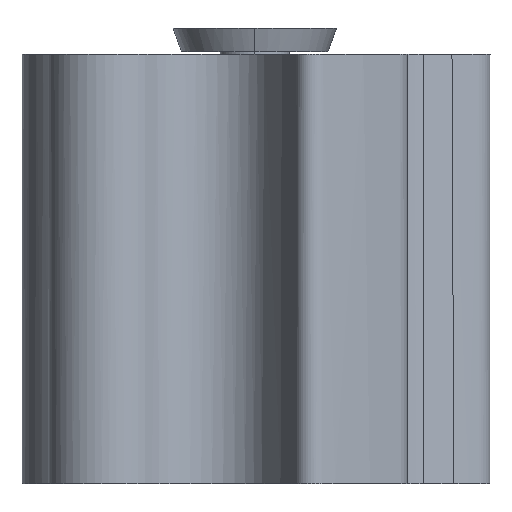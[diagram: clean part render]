
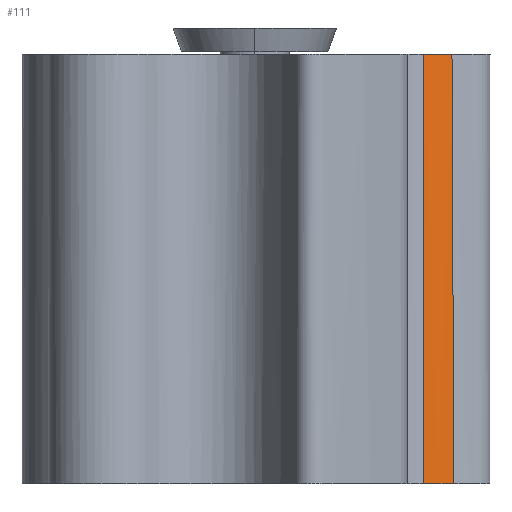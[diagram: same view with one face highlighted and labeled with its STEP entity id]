
A CAD part, front view. The second image highlights one B-rep face of the part: STEP entity #111.
In plain terms, the highlighted free-form (B-spline) face has degree [1, 2] with [2, 5] control points.
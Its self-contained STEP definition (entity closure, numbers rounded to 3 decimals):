
#111=ADVANCED_FACE($,(#149),#686,.T.);
#149=FACE_OUTER_BOUND($,#187,.T.);
#187=EDGE_LOOP($,(#264,#265,#266,#267));
#264=ORIENTED_EDGE($,*,*,#468,.T.);
#265=ORIENTED_EDGE($,*,*,#464,.T.);
#266=ORIENTED_EDGE($,*,*,#465,.T.);
#267=ORIENTED_EDGE($,*,*,#466,.F.);
#464=EDGE_CURVE($,#587,#588,#735,.T.);
#465=EDGE_CURVE($,#588,#590,#736,.T.);
#466=EDGE_CURVE($,#589,#590,#737,.T.);
#468=EDGE_CURVE($,#589,#587,#739,.T.);
#587=VERTEX_POINT($,#1599);
#588=VERTEX_POINT($,#1600);
#589=VERTEX_POINT($,#1601);
#590=VERTEX_POINT($,#1602);
#686=(
BOUNDED_SURFACE()
B_SPLINE_SURFACE(1,2,((#1544,#1545,#1546,#1547,#1548),(#1549,#1550,#1551,
#1552,#1553)),.UNSPECIFIED.,.F.,.F.,.F.)
B_SPLINE_SURFACE_WITH_KNOTS((2,2),(3,2,3),(0.,1.),(0.,1.498,23.973),
.UNSPECIFIED.)
GEOMETRIC_REPRESENTATION_ITEM()
RATIONAL_B_SPLINE_SURFACE(((0.874,0.875,0.876,
0.887,0.904),(0.873,0.873,
0.874,0.886,0.904)))
REPRESENTATION_ITEM($)
SURFACE()
);
#735=(
BOUNDED_CURVE()
B_SPLINE_CURVE(1,(#1034,#1035),.UNSPECIFIED.,.F.,.F.)
B_SPLINE_CURVE_WITH_KNOTS((2,2),(0.,1.),.UNSPECIFIED.)
CURVE()
GEOMETRIC_REPRESENTATION_ITEM()
RATIONAL_B_SPLINE_CURVE((1.,1.))
REPRESENTATION_ITEM($)
);
#736=(
BOUNDED_CURVE()
B_SPLINE_CURVE(2,(#1036,#1037,#1038,#1039,#1040),.UNSPECIFIED.,.F.,.F.)
B_SPLINE_CURVE_WITH_KNOTS((3,2,3),(0.,1.498,23.973),
.UNSPECIFIED.)
CURVE()
GEOMETRIC_REPRESENTATION_ITEM()
RATIONAL_B_SPLINE_CURVE((1.,0.935,0.874,0.932,
1.))
REPRESENTATION_ITEM($)
);
#737=(
BOUNDED_CURVE()
B_SPLINE_CURVE(1,(#1041,#1042),.UNSPECIFIED.,.F.,.F.)
B_SPLINE_CURVE_WITH_KNOTS((2,2),(0.,1.),.UNSPECIFIED.)
CURVE()
GEOMETRIC_REPRESENTATION_ITEM()
RATIONAL_B_SPLINE_CURVE((1.,1.))
REPRESENTATION_ITEM($)
);
#739=(
BOUNDED_CURVE()
B_SPLINE_CURVE(2,(#1046,#1047,#1048,#1049,#1050),.UNSPECIFIED.,.F.,.F.)
B_SPLINE_CURVE_WITH_KNOTS((3,2,3),(-23.973,-1.498,0.),
.UNSPECIFIED.)
CURVE()
GEOMETRIC_REPRESENTATION_ITEM()
RATIONAL_B_SPLINE_CURVE((1.,0.933,0.876,0.936,
1.))
REPRESENTATION_ITEM($)
);
#1034=CARTESIAN_POINT($,(142.373,-21.719,-19.));
#1035=CARTESIAN_POINT($,(143.687,-21.031,-329.));
#1036=CARTESIAN_POINT($,(143.687,-21.031,-329.));
#1037=CARTESIAN_POINT($,(143.032,-21.379,-329.));
#1038=CARTESIAN_POINT($,(142.373,-21.719,-329.));
#1039=CARTESIAN_POINT($,(132.358,-26.889,-329.));
#1040=CARTESIAN_POINT($,(121.624,-30.326,-329.));
#1041=CARTESIAN_POINT($,(121.624,-30.326,-19.));
#1042=CARTESIAN_POINT($,(121.624,-30.326,-329.));
#1046=CARTESIAN_POINT($,(121.624,-30.326,-19.));
#1047=CARTESIAN_POINT($,(131.674,-27.107,-19.));
#1048=CARTESIAN_POINT($,(141.102,-22.366,-19.));
#1049=CARTESIAN_POINT($,(141.739,-22.046,-19.));
#1050=CARTESIAN_POINT($,(142.373,-21.719,-19.));
#1544=CARTESIAN_POINT($,(142.373,-21.719,-19.));
#1545=CARTESIAN_POINT($,(141.739,-22.046,-19.));
#1546=CARTESIAN_POINT($,(141.102,-22.366,-19.));
#1547=CARTESIAN_POINT($,(131.674,-27.107,-19.));
#1548=CARTESIAN_POINT($,(121.624,-30.326,-19.));
#1549=CARTESIAN_POINT($,(143.687,-21.031,-329.));
#1550=CARTESIAN_POINT($,(143.032,-21.379,-329.));
#1551=CARTESIAN_POINT($,(142.373,-21.719,-329.));
#1552=CARTESIAN_POINT($,(132.358,-26.889,-329.));
#1553=CARTESIAN_POINT($,(121.624,-30.326,-329.));
#1599=CARTESIAN_POINT($,(142.373,-21.719,-19.));
#1600=CARTESIAN_POINT($,(143.687,-21.031,-329.));
#1601=CARTESIAN_POINT($,(121.624,-30.326,-19.));
#1602=CARTESIAN_POINT($,(121.624,-30.326,-329.));
